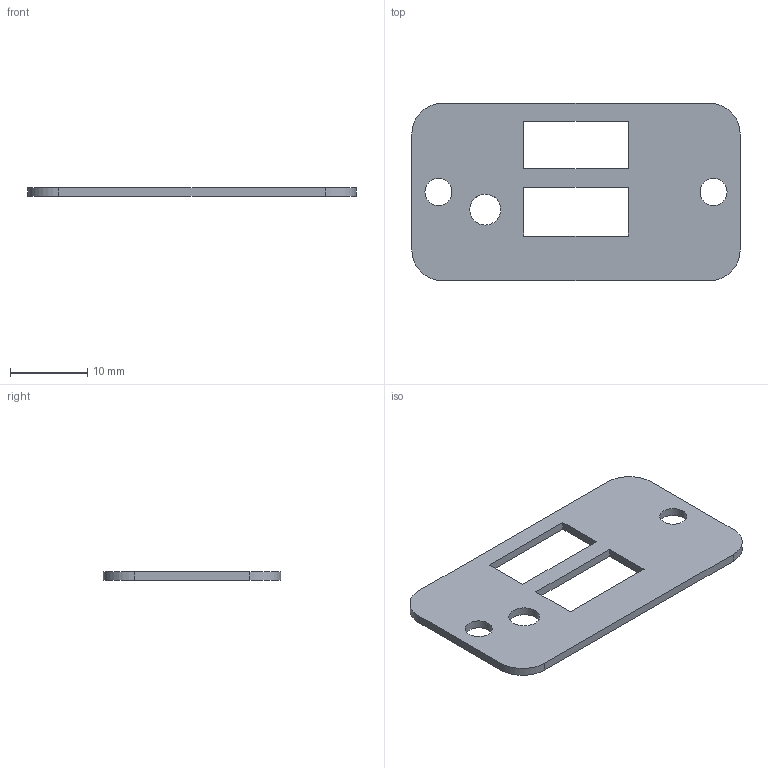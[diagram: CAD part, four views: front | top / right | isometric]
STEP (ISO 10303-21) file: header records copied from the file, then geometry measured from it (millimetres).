
FILE_DESCRIPTION(('KiCad electronic assembly'),'2;1');
FILE_NAME('rearcase.step','2022-08-23T17:23:49',('Pcbnew'),('Kicad'), 'Open CASCADE STEP processor 7.6','KiCad to STEP converter','Unknown' );
FILE_SCHEMA(('AUTOMOTIVE_DESIGN { 1 0 10303 214 1 1 1 1 }'));
Length unit declared in the file: millimetre
Products named in the file (2): rearcase 1; rearcase PCB
Assembly tree (1 placements, depth 2):
  rearcase 1
    rearcase PCB
Bounding box: 42.5 x 23 x 1.09 mm (x, y, z)
Volume: 832.8 mm3; surface area: 1787 mm2
Topology: 1 solids, 1 shells, 21 faces, 57 edges, 38 vertices
Faces by surface type: plane 14, cylinder 7
Full cylindrical faces by diameter (mm): 3.5 x2, 4 x1
Entity records: 1473 total; most frequent: CARTESIAN_POINT 232, DIRECTION 231, LINE 143, VECTOR 143, ORIENTED_EDGE 114, PCURVE 114, DEFINITIONAL_REPRESENTATION 114, EDGE_CURVE 57
